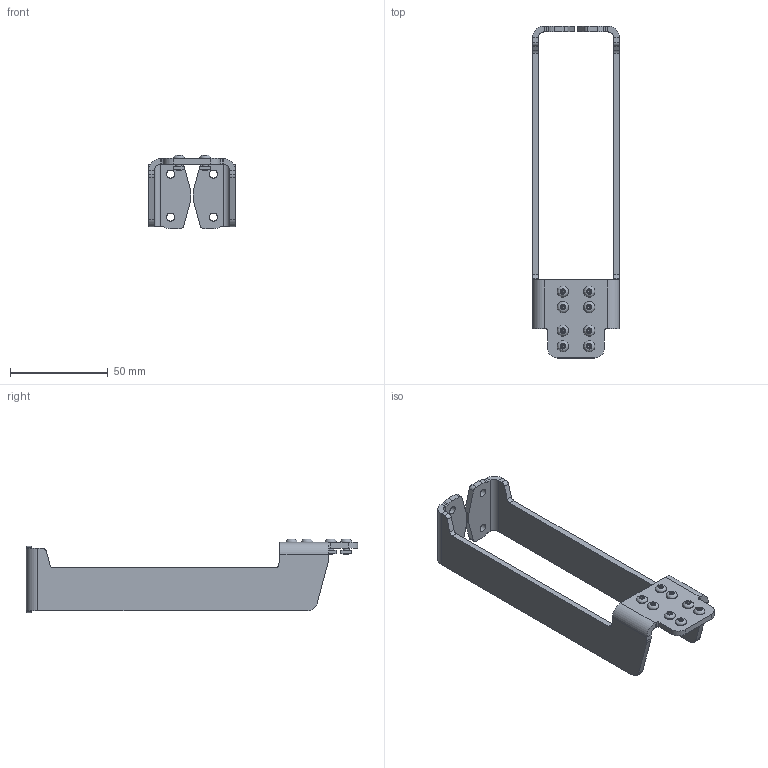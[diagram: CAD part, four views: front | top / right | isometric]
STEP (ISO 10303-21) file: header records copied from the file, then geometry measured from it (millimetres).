
FILE_DESCRIPTION(/* description */ (''),/* implementation_level */ '2;1');
FILE_NAME(/* name */ 'CAD_108237.stp',/* time_stamp */ '2021-01-19T10:06:14+01:00',/* author */ ('Hypex'),/* organization */ ('Hypex'),/* preprocessor_version */ 'ST-DEVELOPER v18',/* originating_system */ 'Autodesk Inventor 2020',/* authorisation */ '');
FILE_SCHEMA (('AUTOMOTIVE_DESIGN { 1 0 10303 214 3 1 1 }'));
Length unit declared in the file: millimetre
Products named in the file (1): CAD_108237
Bounding box: 44.5 x 170 x 37.65 mm (x, y, z)
Volume: 29977.8 mm3; surface area: 23755.1 mm2
Topology: 1 solids, 1 shells, 378 faces, 1036 edges, 700 vertices
Faces by surface type: plane 222, cylinder 116, cone 24, torus 8, bspline 8
Full cylindrical faces by diameter (mm): 3 x8, 3.3 x8, 4.134 x4, 5.7 x8
Entity records: 13533 total; most frequent: CARTESIAN_POINT 3571, ORIENTED_EDGE 2056, DIRECTION 1942, EDGE_CURVE 1028, VERTEX_POINT 700, AXIS2_PLACEMENT_3D 695, LINE 552, VECTOR 552
